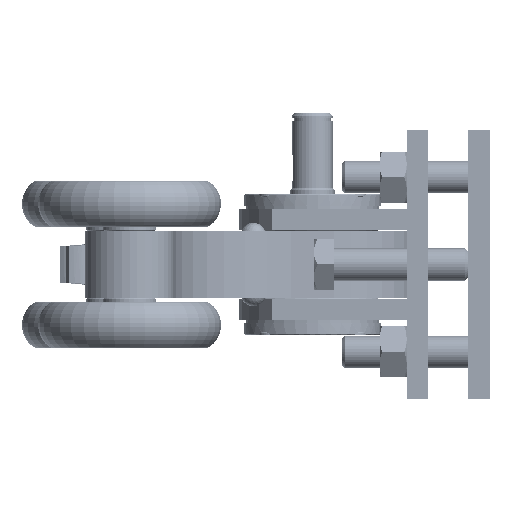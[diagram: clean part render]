
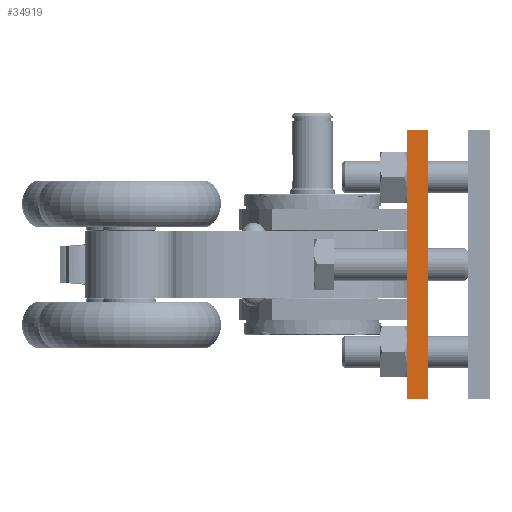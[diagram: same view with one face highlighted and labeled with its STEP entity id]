
A CAD part, left-side view. The second image highlights one B-rep face of the part: STEP entity #34919.
In plain terms, the highlighted planar face has unit normal (-1, 0, 0).
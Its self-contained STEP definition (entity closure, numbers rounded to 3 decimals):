
#5224 = PLANE ( 'NONE',  #38674 ) ;
#5228 = CARTESIAN_POINT ( 'NONE',  ( -67.5, 0., 50. ) ) ;
#7181 = DIRECTION ( 'NONE',  ( 0., 0., 1. ) ) ;
#8303 = CARTESIAN_POINT ( 'NONE',  ( -67.5, 8., 50. ) ) ;
#8615 = VERTEX_POINT ( 'NONE', #8303 ) ;
#8642 = DIRECTION ( 'NONE',  ( 0., -1., 0. ) ) ;
#8858 = CARTESIAN_POINT ( 'NONE',  ( -67.5, 8., -50. ) ) ;
#10404 = LINE ( 'NONE', #23642, #42026 ) ;
#11710 = DIRECTION ( 'NONE',  ( 0., 0., -1. ) ) ;
#12291 = VERTEX_POINT ( 'NONE', #18717 ) ;
#15740 = VECTOR ( 'NONE', #8642, 1000. ) ;
#16230 = EDGE_CURVE ( 'NONE', #24951, #12291, #37930, .T. ) ;
#17696 = ORIENTED_EDGE ( 'NONE', *, *, #26940, .F. ) ;
#18717 = CARTESIAN_POINT ( 'NONE',  ( -67.5, 0., -50. ) ) ;
#20949 = ORIENTED_EDGE ( 'NONE', *, *, #16230, .T. ) ;
#23642 = CARTESIAN_POINT ( 'NONE',  ( -67.5, 0., 50. ) ) ;
#24901 = DIRECTION ( 'NONE',  ( 0., -1., 0. ) ) ;
#24951 = VERTEX_POINT ( 'NONE', #32658 ) ;
#25134 = DIRECTION ( 'NONE',  ( 1., 0., 0. ) ) ;
#25539 = VECTOR ( 'NONE', #37848, 1000. ) ;
#26940 = EDGE_CURVE ( 'NONE', #8615, #36570, #37284, .T. ) ;
#28382 = CARTESIAN_POINT ( 'NONE',  ( -67.5, 8., 50. ) ) ;
#28814 = FACE_OUTER_BOUND ( 'NONE', #42413, .T. ) ;
#30926 = ORIENTED_EDGE ( 'NONE', *, *, #35849, .F. ) ;
#31320 = LINE ( 'NONE', #41150, #25539 ) ;
#32658 = CARTESIAN_POINT ( 'NONE',  ( -67.5, 8., -50. ) ) ;
#33574 = EDGE_CURVE ( 'NONE', #12291, #36570, #10404, .T. ) ;
#34919 = ADVANCED_FACE ( 'NONE', ( #28814 ), #5224, .F. ) ;
#35849 = EDGE_CURVE ( 'NONE', #24951, #8615, #31320, .T. ) ;
#36570 = VERTEX_POINT ( 'NONE', #5228 ) ;
#37284 = LINE ( 'NONE', #37710, #38983 ) ;
#37430 = ORIENTED_EDGE ( 'NONE', *, *, #33574, .T. ) ;
#37710 = CARTESIAN_POINT ( 'NONE',  ( -67.5, 8., 50. ) ) ;
#37848 = DIRECTION ( 'NONE',  ( 0., 0., 1. ) ) ;
#37930 = LINE ( 'NONE', #8858, #15740 ) ;
#38674 = AXIS2_PLACEMENT_3D ( 'NONE', #28382, #25134, #11710 ) ;
#38983 = VECTOR ( 'NONE', #24901, 1000. ) ;
#41150 = CARTESIAN_POINT ( 'NONE',  ( -67.5, 8., 50. ) ) ;
#42026 = VECTOR ( 'NONE', #7181, 1000. ) ;
#42413 = EDGE_LOOP ( 'NONE', ( #37430, #17696, #30926, #20949 ) ) ;
